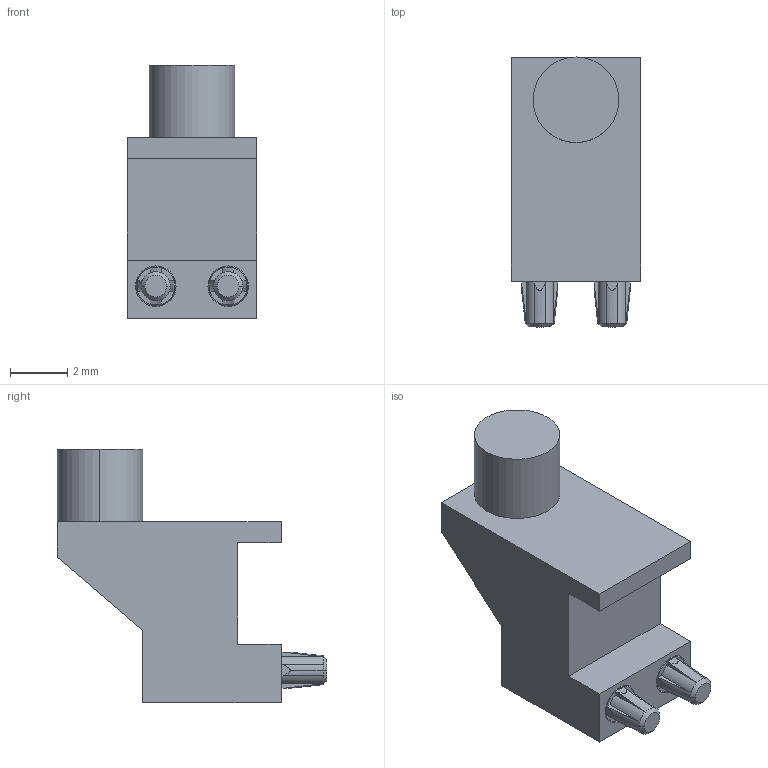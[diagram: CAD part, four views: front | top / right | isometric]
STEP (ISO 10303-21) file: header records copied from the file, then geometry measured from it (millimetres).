
FILE_DESCRIPTION (( 'STEP AP214' ), '1' );
FILE_NAME ('SLP3-250-100-F.STEP', '2016-03-14T06:13:36', ( '' ), ( '' ), 'SwSTEP 2.0', 'SolidWorks 2015', '' );
FILE_SCHEMA (( 'AUTOMOTIVE_DESIGN' ));
Length unit declared in the file: millimetre
Products named in the file (2): SLP3-250-100-F
Assembly tree (1 placements, depth 2):
  SLP3-250-100-F
    SLP3-250-100-F
Bounding box: 4.52 x 9.45 x 8.89 mm (x, y, z)
Volume: 169.8 mm3; surface area: 242.1 mm2
Topology: 1 solids, 1 shells, 73 faces, 178 edges, 111 vertices
Faces by surface type: plane 41, cone 18, cylinder 14
Entity records: 2333 total; most frequent: CARTESIAN_POINT 568, ORIENTED_EDGE 356, DIRECTION 355, EDGE_CURVE 178, AXIS2_PLACEMENT_3D 126, VERTEX_POINT 111, LINE 103, VECTOR 103
